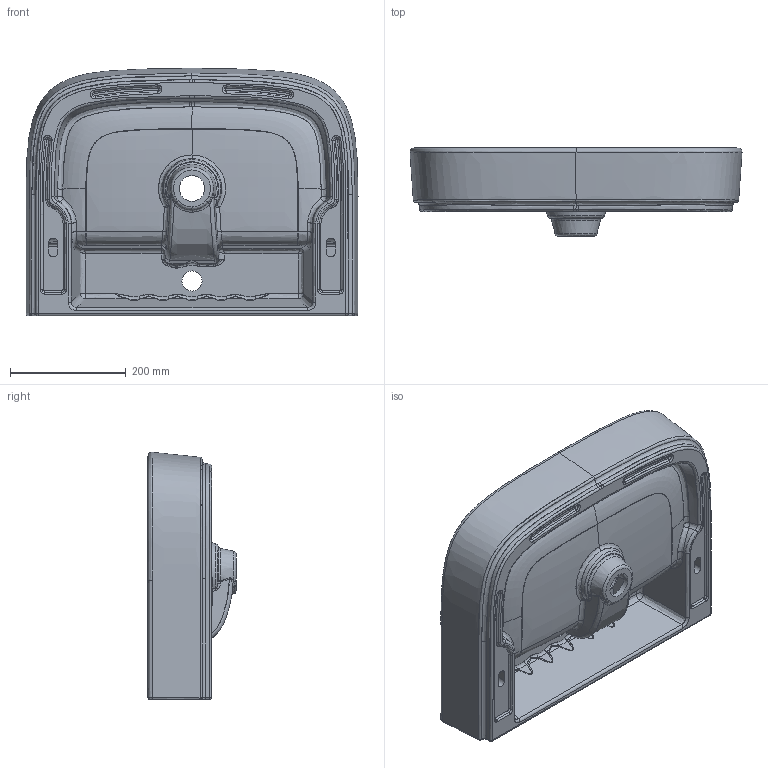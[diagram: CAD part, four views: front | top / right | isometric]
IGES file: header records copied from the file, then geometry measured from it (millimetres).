
Start section:  PTC IGES file: Fuji_Basin_FC_3D.igs
Global section: file name: Fuji_Basin_FC_3D.igs; native system: Creo Parametric by PTC Inc.; preprocessor: 2016130; author: 10126080; organization: Unknown; date: 20190703.092656; units: millimetre
Bounding box: 574.12 x 152.31 x 427.81 mm (x, y, z)
Surface area: 885381.1 mm2 (no closed solid volume)
Topology: 0 solids, 0 shells, 371 faces, 1768 edges, 1768 vertices
Faces by surface type: bspline 269, revolution 100, extrusion 2
